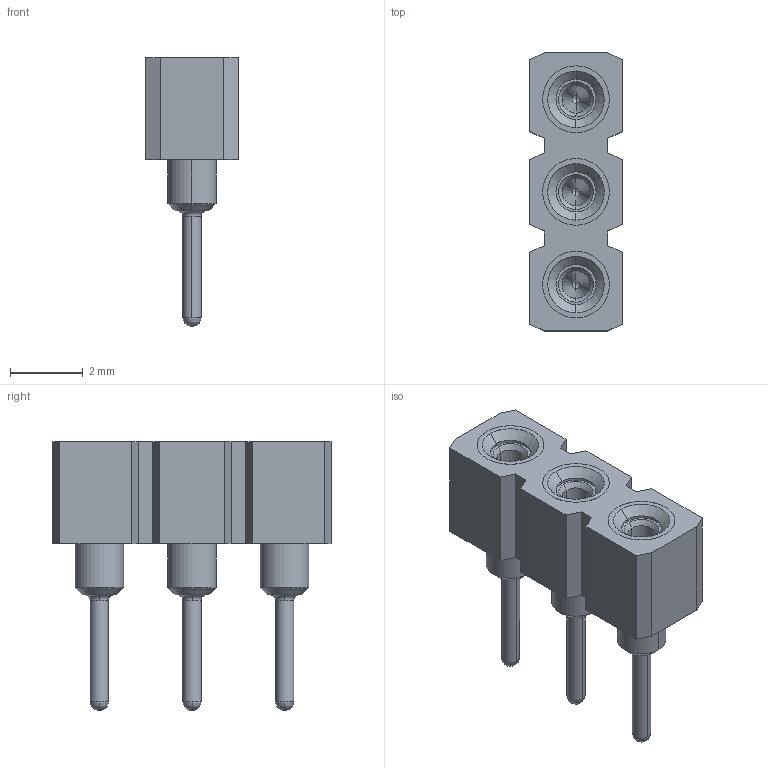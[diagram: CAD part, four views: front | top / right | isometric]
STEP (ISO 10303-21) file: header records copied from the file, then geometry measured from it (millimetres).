
FILE_DESCRIPTION(('FreeCAD Model'),'2;1');
FILE_NAME('Open CASCADE Shape Model','2022-06-12T15:22:34',( 'kicad StepUp'),('ksu MCAD'),'Open CASCADE STEP processor 7.5', 'FreeCAD','Unknown');
FILE_SCHEMA(('AUTOMOTIVE_DESIGN { 1 0 10303 214 1 1 1 1 }'));
Length unit declared in the file: millimetre
Products named in the file (1): pcb_connector_310-87-103-41-001101
Bounding box: 2.54 x 7.62 x 7.37 mm (x, y, z)
Volume: 50 mm3; surface area: 182.4 mm2
Topology: 1 solids, 1 shells, 140 faces, 324 edges, 195 vertices
Faces by surface type: cone 48, cylinder 42, plane 38, torus 6, revolution 6
Entity records: 9463 total; most frequent: CARTESIAN_POINT 1860, DIRECTION 1328, LINE 728, VECTOR 728, ORIENTED_EDGE 636, PCURVE 636, DEFINITIONAL_REPRESENTATION 636, EDGE_CURVE 318
